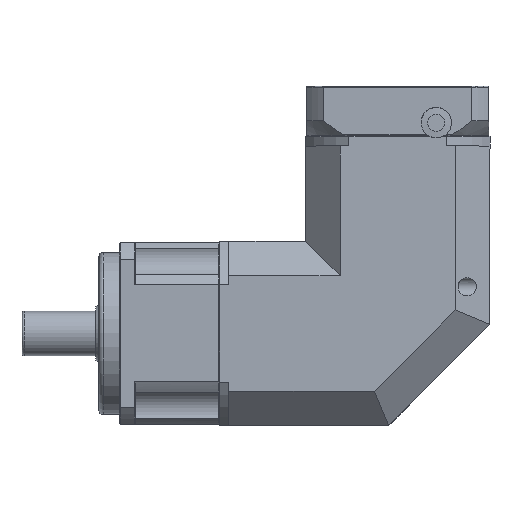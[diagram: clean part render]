
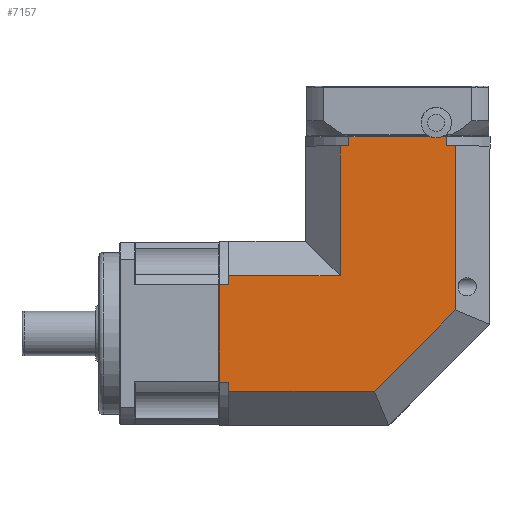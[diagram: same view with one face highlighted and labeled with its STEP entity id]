
A CAD part, top view. The second image highlights one B-rep face of the part: STEP entity #7157.
In plain terms, the highlighted planar face has unit normal (0, 0, 1).
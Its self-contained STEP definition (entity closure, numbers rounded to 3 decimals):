
#244=LINE('',#10761,#627);
#356=LINE('',#11764,#739);
#357=LINE('',#11769,#740);
#361=LINE('',#11784,#744);
#367=LINE('',#11804,#750);
#380=LINE('',#11836,#763);
#381=LINE('',#11839,#764);
#383=LINE('',#11843,#766);
#385=LINE('',#11846,#768);
#394=LINE('',#11870,#777);
#396=LINE('',#11876,#779);
#400=LINE('',#11882,#783);
#413=LINE('',#11935,#796);
#418=LINE('',#11984,#801);
#422=LINE('',#11999,#805);
#423=LINE('',#12001,#806);
#627=VECTOR('',#8623,2.432);
#739=VECTOR('',#9331,4.375);
#740=VECTOR('',#9338,4.5);
#744=VECTOR('',#9352,4.375);
#750=VECTOR('',#9370,4.5);
#763=VECTOR('',#9399,4.375);
#764=VECTOR('',#9402,71.958);
#766=VECTOR('',#9406,56.627);
#768=VECTOR('',#9410,80.958);
#777=VECTOR('',#9433,4.375);
#779=VECTOR('',#9439,64.);
#783=VECTOR('',#9445,55.);
#796=VECTOR('',#9506,4.5);
#801=VECTOR('',#9533,48.249);
#805=VECTOR('',#9553,4.5);
#806=VECTOR('',#9556,40.432);
#1685=FACE_OUTER_BOUND('',#2285,.T.);
#2285=EDGE_LOOP('',(#5563,#5564,#5565,#5566,#5567,#5568,#5569,#5570,#5571,
#5572,#5573,#5574,#5575,#5576,#5577,#5578,#5579));
#2598=CIRCLE('',#7516,7.5);
#3021=VERTEX_POINT('',#10723);
#3023=VERTEX_POINT('',#10726);
#3034=VERTEX_POINT('',#10760);
#3252=VERTEX_POINT('',#11761);
#3253=VERTEX_POINT('',#11763);
#3254=VERTEX_POINT('',#11767);
#3258=VERTEX_POINT('',#11778);
#3260=VERTEX_POINT('',#11782);
#3268=VERTEX_POINT('',#11803);
#3279=VERTEX_POINT('',#11834);
#3280=VERTEX_POINT('',#11838);
#3281=VERTEX_POINT('',#11842);
#3287=VERTEX_POINT('',#11866);
#3289=VERTEX_POINT('',#11869);
#3291=VERTEX_POINT('',#11875);
#3307=VERTEX_POINT('',#11932);
#3312=VERTEX_POINT('',#11997);
#3695=EDGE_CURVE('',#3023,#3021,#2598,.T.);
#3709=EDGE_CURVE('',#3023,#3034,#244,.T.);
#4023=EDGE_CURVE('',#3253,#3252,#356,.T.);
#4026=EDGE_CURVE('',#3254,#3253,#357,.T.);
#4033=EDGE_CURVE('',#3258,#3260,#361,.T.);
#4042=EDGE_CURVE('',#3268,#3034,#367,.T.);
#4059=EDGE_CURVE('',#3279,#3268,#380,.T.);
#4060=EDGE_CURVE('',#3280,#3252,#381,.T.);
#4062=EDGE_CURVE('',#3281,#3280,#383,.T.);
#4064=EDGE_CURVE('',#3279,#3281,#385,.T.);
#4075=EDGE_CURVE('',#3289,#3287,#394,.T.);
#4078=EDGE_CURVE('',#3291,#3287,#396,.T.);
#4082=EDGE_CURVE('',#3258,#3291,#400,.T.);
#4104=EDGE_CURVE('',#3260,#3307,#413,.T.);
#4121=EDGE_CURVE('',#3254,#3307,#418,.T.);
#4127=EDGE_CURVE('',#3312,#3289,#422,.T.);
#4128=EDGE_CURVE('',#3312,#3021,#423,.T.);
#5563=ORIENTED_EDGE('',*,*,#3695,.T.);
#5564=ORIENTED_EDGE('',*,*,#4128,.F.);
#5565=ORIENTED_EDGE('',*,*,#4127,.T.);
#5566=ORIENTED_EDGE('',*,*,#4075,.T.);
#5567=ORIENTED_EDGE('',*,*,#4078,.F.);
#5568=ORIENTED_EDGE('',*,*,#4082,.F.);
#5569=ORIENTED_EDGE('',*,*,#4033,.T.);
#5570=ORIENTED_EDGE('',*,*,#4104,.T.);
#5571=ORIENTED_EDGE('',*,*,#4121,.F.);
#5572=ORIENTED_EDGE('',*,*,#4026,.T.);
#5573=ORIENTED_EDGE('',*,*,#4023,.T.);
#5574=ORIENTED_EDGE('',*,*,#4060,.F.);
#5575=ORIENTED_EDGE('',*,*,#4062,.F.);
#5576=ORIENTED_EDGE('',*,*,#4064,.F.);
#5577=ORIENTED_EDGE('',*,*,#4059,.T.);
#5578=ORIENTED_EDGE('',*,*,#4042,.T.);
#5579=ORIENTED_EDGE('',*,*,#3709,.F.);
#6418=PLANE('',#7913);
#7157=ADVANCED_FACE('',(#1685),#6418,.T.);
#7516=AXIS2_PLACEMENT_3D('',#10727,#8579,#8580);
#7913=AXIS2_PLACEMENT_3D('',#12000,#9554,#9555);
#8579=DIRECTION('center_axis',(0.,0.,
-1.));
#8580=DIRECTION('ref_axis',(0.,1.,0.));
#8623=DIRECTION('',(1.,0.,0.));
#9331=DIRECTION('',(0.,-1.,0.));
#9338=DIRECTION('',(1.,0.,0.));
#9352=DIRECTION('',(0.,-1.,0.));
#9370=DIRECTION('',(0.,1.,0.));
#9399=DIRECTION('',(-1.,0.,0.));
#9402=DIRECTION('',(-1.,0.,0.));
#9406=DIRECTION('',(-0.707,-0.707,0.));
#9410=DIRECTION('',(0.,-1.,0.));
#9433=DIRECTION('',(-1.,0.,0.));
#9439=DIRECTION('',(0.,1.,0.));
#9445=DIRECTION('',(1.,0.,0.));
#9506=DIRECTION('',(-1.,0.,0.));
#9533=DIRECTION('',(0.,1.,0.));
#9553=DIRECTION('',(0.,-1.,0.));
#9554=DIRECTION('center_axis',(0.,0.,
1.));
#9555=DIRECTION('ref_axis',(0.,-1.,0.));
#9556=DIRECTION('',(1.,0.,0.));
#10723=CARTESIAN_POINT('',(90.883,208.691,49.006));
#10726=CARTESIAN_POINT('',(96.268,208.691,49.006));
#10727=CARTESIAN_POINT('Origin',(93.575,215.691,49.006));
#10760=CARTESIAN_POINT('',(98.7,208.691,49.006));
#10761=CARTESIAN_POINT('',(30.325,208.691,49.006));
#11761=CARTESIAN_POINT('',(-8.925,83.191,49.006));
#11763=CARTESIAN_POINT('',(-8.925,87.567,49.006));
#11764=CARTESIAN_POINT('',(-8.925,134.441,49.006));
#11767=CARTESIAN_POINT('',(-13.425,87.567,49.006));
#11769=CARTESIAN_POINT('',(-13.925,87.567,49.006));
#11778=CARTESIAN_POINT('',(-8.925,140.191,49.006));
#11782=CARTESIAN_POINT('',(-8.925,135.816,49.006));
#11784=CARTESIAN_POINT('',(-8.925,134.441,49.006));
#11803=CARTESIAN_POINT('',(98.7,204.191,49.006));
#11804=CARTESIAN_POINT('',(98.7,209.191,49.006));
#11834=CARTESIAN_POINT('',(103.075,204.191,49.006));
#11836=CARTESIAN_POINT('',(30.325,204.191,49.006));
#11838=CARTESIAN_POINT('',(63.034,83.191,49.006));
#11839=CARTESIAN_POINT('',(-13.925,83.191,49.006));
#11842=CARTESIAN_POINT('',(103.075,123.233,49.006));
#11843=CARTESIAN_POINT('',(72.305,92.462,49.006));
#11846=CARTESIAN_POINT('',(103.075,134.441,49.006));
#11866=CARTESIAN_POINT('',(46.075,204.191,49.006));
#11869=CARTESIAN_POINT('',(50.451,204.191,49.006));
#11870=CARTESIAN_POINT('',(30.325,204.191,49.006));
#11875=CARTESIAN_POINT('',(46.075,140.191,49.006));
#11876=CARTESIAN_POINT('',(46.075,157.191,49.006));
#11882=CARTESIAN_POINT('',(-13.925,140.191,49.006));
#11932=CARTESIAN_POINT('',(-13.425,135.816,49.006));
#11935=CARTESIAN_POINT('',(-13.925,135.816,49.006));
#11984=CARTESIAN_POINT('',(-13.425,134.441,49.006));
#11997=CARTESIAN_POINT('',(50.451,208.691,49.006));
#11999=CARTESIAN_POINT('',(50.451,209.191,49.006));
#12000=CARTESIAN_POINT('Origin',(-13.925,157.191,49.006));
#12001=CARTESIAN_POINT('',(30.325,208.691,49.006));
